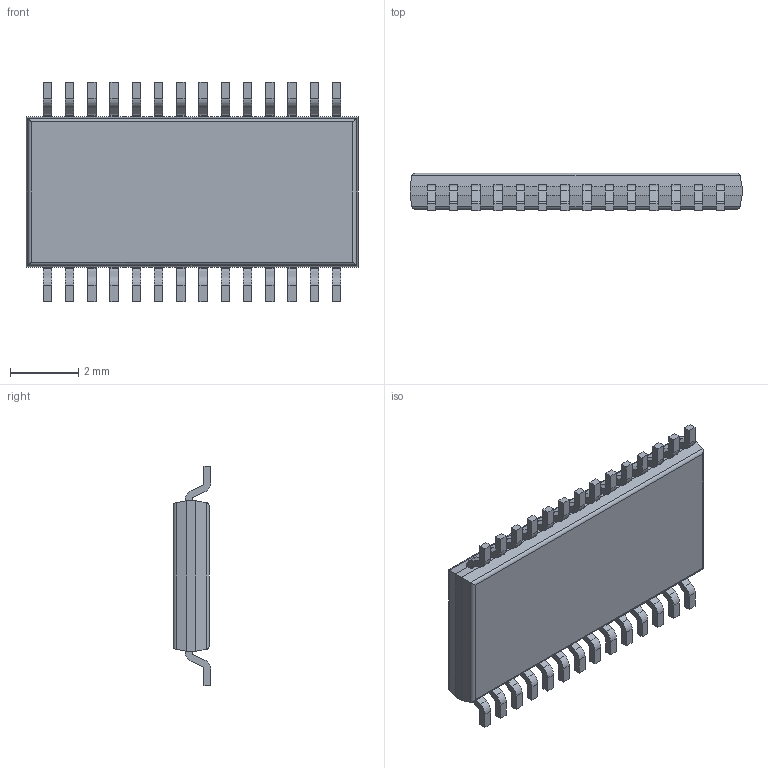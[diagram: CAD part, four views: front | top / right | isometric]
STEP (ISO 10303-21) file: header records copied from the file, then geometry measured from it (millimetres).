
FILE_DESCRIPTION (( 'STEP AP214' ), '1' );
FILE_NAME ( 'SOP28P65_970X640X110L62X24.STEP', '2017-10-24T14:49:03', ( '' ), ( '' ), 'Part was generated with the free Library Expert Lite available at www.PCBLibraries.com. Removing line will violate the End User License Agreement.', '©2017 PCB Libraries, Inc.', '' );
FILE_SCHEMA (( 'AUTOMOTIVE_DESIGN' ));
Length unit declared in the file: millimetre
Products named in the file (1): SOP28P65_970X640X110L62X24
Bounding box: 9.7 x 1.1 x 6.4 mm (x, y, z)
Volume: 45.7 mm3; surface area: 144.7 mm2
Topology: 29 solids, 29 shells, 417 faces, 1058 edges, 700 vertices
Faces by surface type: plane 295, cylinder 120, torus 2
Entity records: 14015 total; most frequent: CARTESIAN_POINT 2200, DIRECTION 2116, ORIENTED_EDGE 2116, EDGE_CURVE 1058, VECTOR 820, LINE 820, VERTEX_POINT 700, AXIS2_PLACEMENT_3D 648
